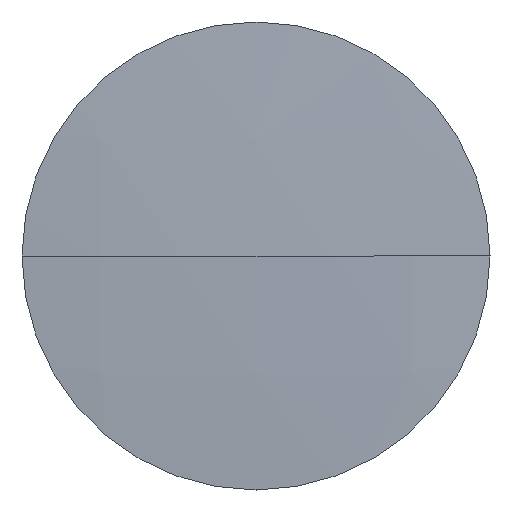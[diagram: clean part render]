
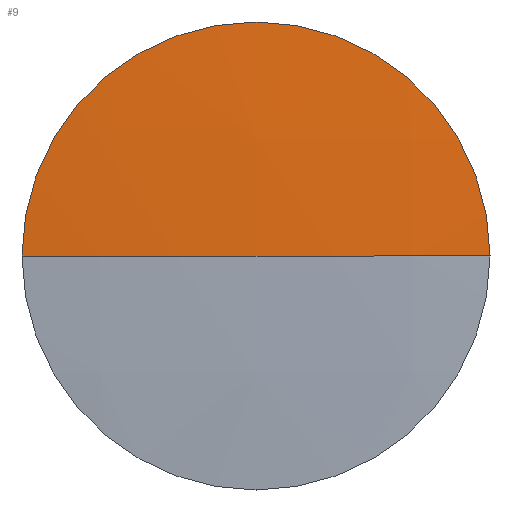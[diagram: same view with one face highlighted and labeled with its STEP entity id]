
A CAD part, left-side view. The second image highlights one B-rep face of the part: STEP entity #9.
In plain terms, the highlighted spherical face has radius 187.865 mm.
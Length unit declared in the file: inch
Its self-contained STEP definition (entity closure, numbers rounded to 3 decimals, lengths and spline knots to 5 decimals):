
#9 = ADVANCED_FACE ( 'NONE', ( #63 ), #97, .T. ) ;
#10 = EDGE_LOOP ( 'NONE', ( #34, #38, #41 ) ) ;
#34 = ORIENTED_EDGE ( 'NONE', *, *, #35, .F. ) ;
#35 = EDGE_CURVE ( 'NONE', #36, #37, #187, .T. ) ;
#36 = VERTEX_POINT ( 'NONE', #183 ) ;
#37 = VERTEX_POINT ( 'NONE', #182 ) ;
#38 = ORIENTED_EDGE ( 'NONE', *, *, #39, .T. ) ;
#39 = EDGE_CURVE ( 'NONE', #36, #40, #181, .T. ) ;
#40 = VERTEX_POINT ( 'NONE', #176 ) ;
#41 = ORIENTED_EDGE ( 'NONE', *, *, #42, .F. ) ;
#42 = EDGE_CURVE ( 'NONE', #37, #40, #174, .T. ) ;
#44 = CARTESIAN_POINT ( 'NONE',  ( 0.08204, -0.00926, -0.037 ) ) ;
#63 = FACE_OUTER_BOUND ( 'NONE', #10, .T. ) ;
#94 = DIRECTION ( 'NONE',  ( 0., 1., 0. ) ) ;
#95 = DIRECTION ( 'NONE',  ( 0., 0., 1. ) ) ;
#96 = AXIS2_PLACEMENT_3D ( 'NONE', #44, #95, #94 ) ;
#97 = SPHERICAL_SURFACE ( 'NONE', #96, 7.39625 ) ;
#170 = DIRECTION ( 'NONE',  ( 0., 1., 0. ) ) ;
#171 = DIRECTION ( 'NONE',  ( 1., 0., 0. ) ) ;
#172 = CARTESIAN_POINT ( 'NONE',  ( -7.29728, -0.00926, -0.037 ) ) ;
#173 = AXIS2_PLACEMENT_3D ( 'NONE', #172, #171, #170 ) ;
#174 = CIRCLE ( 'NONE', #173, 0.5 ) ;
#176 = CARTESIAN_POINT ( 'NONE',  ( -7.29728, -0.50926, -0.037 ) ) ;
#177 = DIRECTION ( 'NONE',  ( 0., -1., 0. ) ) ;
#178 = DIRECTION ( 'NONE',  ( 0., 0., 1. ) ) ;
#179 = CARTESIAN_POINT ( 'NONE',  ( 0.08204, -0.00926, -0.037 ) ) ;
#180 = AXIS2_PLACEMENT_3D ( 'NONE', #179, #178, #177 ) ;
#181 = CIRCLE ( 'NONE', #180, 7.39625 ) ;
#182 = CARTESIAN_POINT ( 'NONE',  ( -7.29728, 0.49074, -0.037 ) ) ;
#183 = CARTESIAN_POINT ( 'NONE',  ( -7.3142, -0.00926, -0.037 ) ) ;
#184 = DIRECTION ( 'NONE',  ( -1., 0., 0. ) ) ;
#185 = DIRECTION ( 'NONE',  ( 0., 0., -1. ) ) ;
#186 = AXIS2_PLACEMENT_3D ( 'NONE', #193, #185, #184 ) ;
#187 = CIRCLE ( 'NONE', #186, 7.39625 ) ;
#193 = CARTESIAN_POINT ( 'NONE',  ( 0.08204, -0.00926, -0.037 ) ) ;
